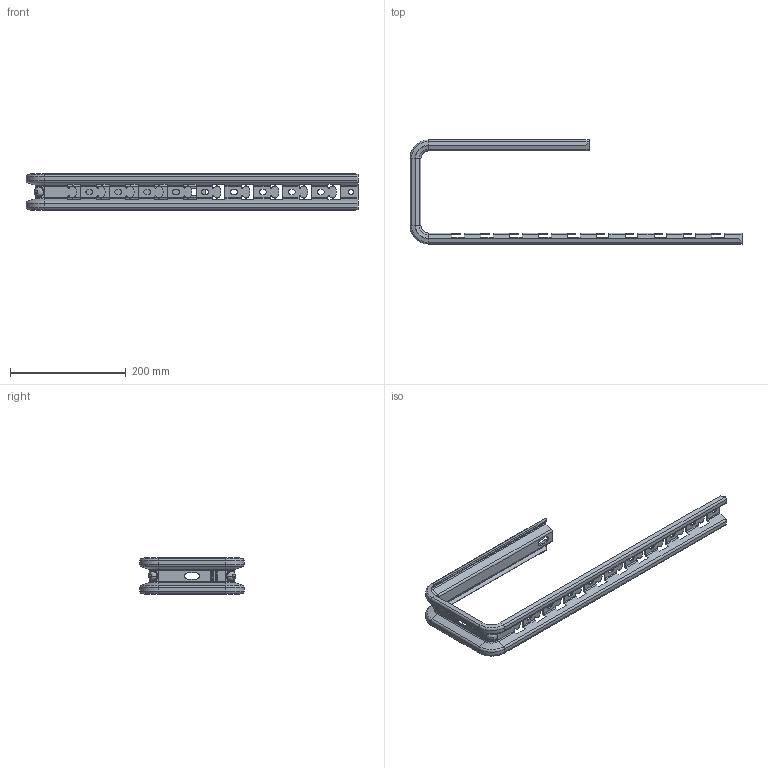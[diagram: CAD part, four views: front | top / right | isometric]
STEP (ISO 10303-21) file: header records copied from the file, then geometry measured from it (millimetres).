
FILE_DESCRIPTION((''),'2;1');
FILE_NAME('WFCS500_900850_PRT','2018-11-16T11:59:48',('tomasz.grudniewski'),(''),'CREO PARAMETRIC BY PTC INC, 2018260','CREO PARAMETRIC BY PTC INC, 2018260','');
FILE_SCHEMA(('CONFIG_CONTROL_DESIGN'));
Length unit declared in the file: millimetre
Products named in the file (1): WFCS500_900850_PRT
Bounding box: 574 x 180 x 63.43 mm (x, y, z)
Volume: 179664.9 mm3; surface area: 188095.3 mm2
Topology: 1 solids, 1 shells, 1001 faces, 2609 edges, 1598 vertices
Faces by surface type: plane 647, cylinder 266, bspline 36, torus 24, cone 20, sphere 8
Entity records: 39646 total; most frequent: CARTESIAN_POINT 15057, ORIENTED_EDGE 5202, DIRECTION 4979, EDGE_CURVE 2601, VECTOR 2009, LINE 2009, VERTEX_POINT 1598, AXIS2_PLACEMENT_3D 1485
